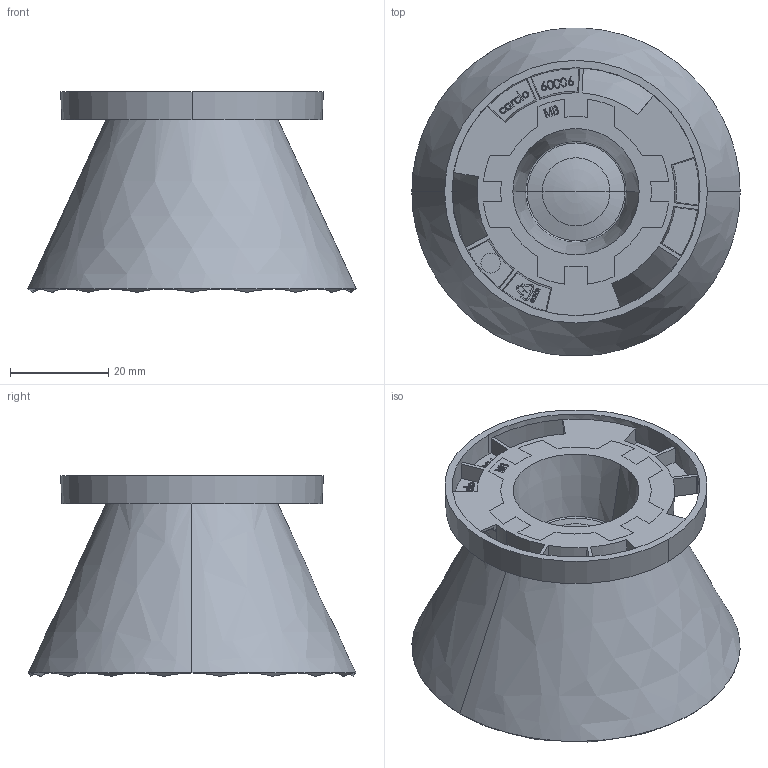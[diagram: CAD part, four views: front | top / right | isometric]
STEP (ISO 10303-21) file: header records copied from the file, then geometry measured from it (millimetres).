
FILE_DESCRIPTION (( 'STEP AP203' ), '1' );
FILE_NAME ('60038_Rev-3_TE_MB_Customer.STEP', '2017-09-13T15:52:43', ( '' ), ( '' ), 'SwSTEP 2.0', 'SolidWorks 2017', '' );
FILE_SCHEMA (( 'CONFIG_CONTROL_DESIGN' ));
Length unit declared in the file: millimetre
Products named in the file (3): 60053_Rev-1_ TE-MOLEX-BJB_SI_MB_Customer; 60006_Rev-3_Silicone_CoB_Holder_TE_Zhaga; 60038_Rev-3_TE_MB_Customer
Assembly tree (2 placements, depth 2):
  60038_Rev-3_TE_MB_Customer
    60053_Rev-1_ TE-MOLEX-BJB_SI_MB_Customer
    60006_Rev-3_Silicone_CoB_Holder_TE_Zhaga
Bounding box: 67 x 66.89 x 40.92 mm (x, y, z)
Volume: 48958.8 mm3; surface area: 18462.6 mm2
Topology: 2 solids, 2 shells, 677 faces, 1816 edges, 1172 vertices
Faces by surface type: plane 326, bspline 201, cone 101, cylinder 39, torus 10
Entity records: 31467 total; most frequent: CARTESIAN_POINT 16360, ORIENTED_EDGE 3624, DIRECTION 2271, EDGE_CURVE 1812, VERTEX_POINT 1172, AXIS2_PLACEMENT_3D 822, B_SPLINE_CURVE_WITH_KNOTS 814, EDGE_LOOP 718
